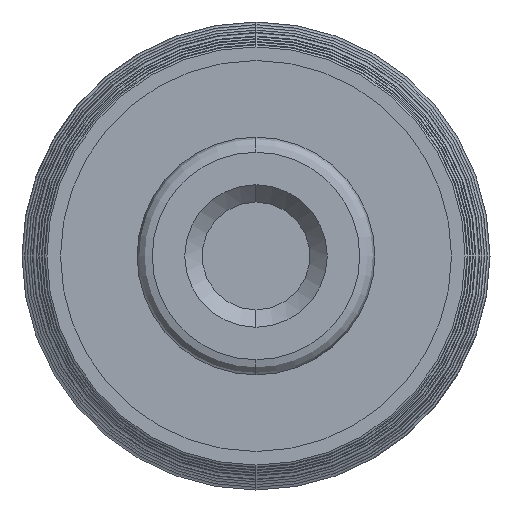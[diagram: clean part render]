
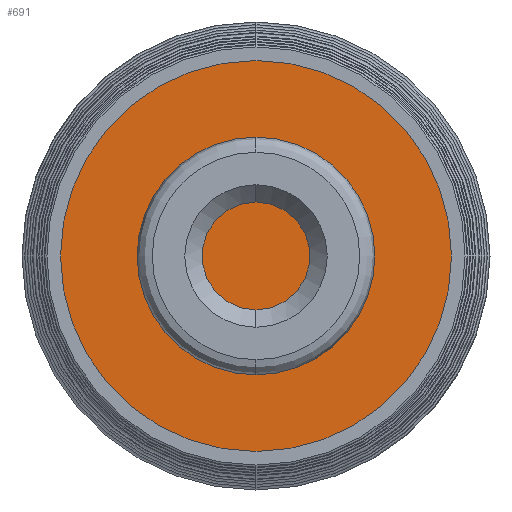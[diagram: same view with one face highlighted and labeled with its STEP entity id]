
A CAD part, left-side view. The second image highlights one B-rep face of the part: STEP entity #691.
In plain terms, the highlighted planar face has unit normal (-1, 0, 0).
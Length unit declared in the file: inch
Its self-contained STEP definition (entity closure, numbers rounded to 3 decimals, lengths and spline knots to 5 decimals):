
#53 = VERTEX_POINT ( 'NONE', #1430 ) ;
#440 = EDGE_CURVE ( 'NONE', #53, #489, #2299, .T. ) ;
#489 = VERTEX_POINT ( 'NONE', #865 ) ;
#691 = ADVANCED_FACE ( 'NONE', ( #994 ), #1634, .F. ) ;
#761 = DIRECTION ( 'NONE',  ( 0., 0., -1. ) ) ;
#865 = CARTESIAN_POINT ( 'NONE',  ( 0.21654, 0., 0.17815 ) ) ;
#870 = AXIS2_PLACEMENT_3D ( 'NONE', #2095, #966, #761 ) ;
#966 = DIRECTION ( 'NONE',  ( 1., 0., 0. ) ) ;
#967 = CIRCLE ( 'NONE', #2350, 0.17815 ) ;
#994 = FACE_OUTER_BOUND ( 'NONE', #1033, .T. ) ;
#1033 = EDGE_LOOP ( 'NONE', ( #1470, #1309 ) ) ;
#1217 = DIRECTION ( 'NONE',  ( 0., 0., 1. ) ) ;
#1225 = CARTESIAN_POINT ( 'NONE',  ( 0.21654, 0., 0. ) ) ;
#1309 = ORIENTED_EDGE ( 'NONE', *, *, #440, .T. ) ;
#1430 = CARTESIAN_POINT ( 'NONE',  ( 0.21654, 0., -0.17815 ) ) ;
#1470 = ORIENTED_EDGE ( 'NONE', *, *, #2727, .T. ) ;
#1634 = PLANE ( 'NONE',  #870 ) ;
#1987 = DIRECTION ( 'NONE',  ( 0., 0., 1. ) ) ;
#2095 = CARTESIAN_POINT ( 'NONE',  ( 0.21654, 0., 0. ) ) ;
#2299 = CIRCLE ( 'NONE', #2301, 0.17815 ) ;
#2301 = AXIS2_PLACEMENT_3D ( 'NONE', #2671, #2454, #1987 ) ;
#2350 = AXIS2_PLACEMENT_3D ( 'NONE', #1225, #2796, #1217 ) ;
#2454 = DIRECTION ( 'NONE',  ( -1., 0., 0. ) ) ;
#2671 = CARTESIAN_POINT ( 'NONE',  ( 0.21654, 0., 0. ) ) ;
#2727 = EDGE_CURVE ( 'NONE', #489, #53, #967, .T. ) ;
#2796 = DIRECTION ( 'NONE',  ( -1., 0., 0. ) ) ;
